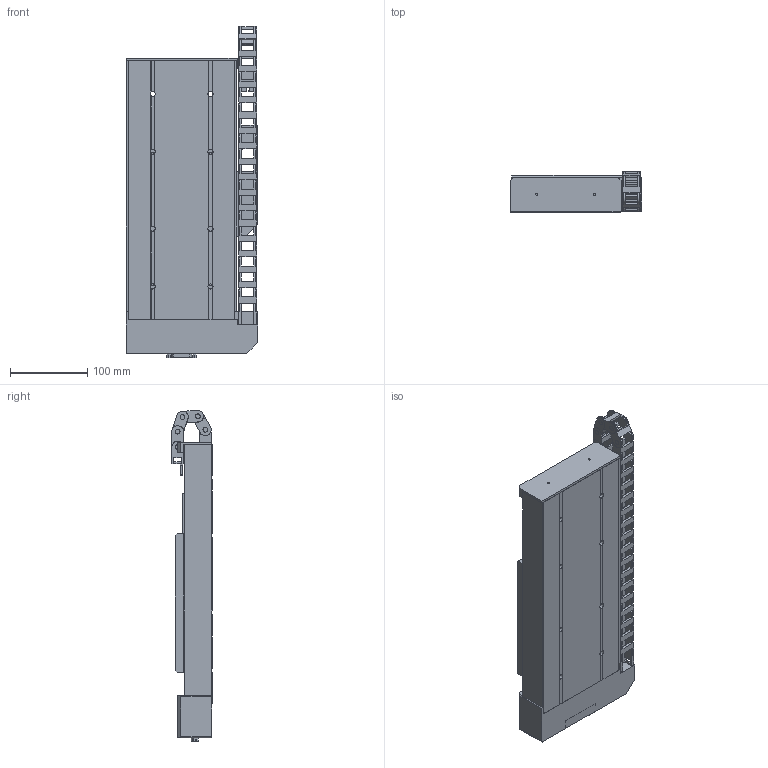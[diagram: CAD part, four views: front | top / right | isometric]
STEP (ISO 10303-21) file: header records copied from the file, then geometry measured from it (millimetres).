
FILE_DESCRIPTION (( 'STEP AP203' ), '1' );
FILE_NAME ('LDQ0075C-AE53T10A.step', '2023-10-06T19:19:49', ( '' ), ( '' ), 'SwSTEP 2.0', 'SolidWorks 2019', '' );
FILE_SCHEMA (( 'CONFIG_CONTROL_DESIGN' ));
Length unit declared in the file: millimetre
Products named in the file (7): LDQ_cable^LDQ_LDQ0075; LDQ_cable_end^LDQ_cable_LDQ_bore; LDQ_carriage^LDQ; LDQ_cable_end^LDQ_cable_LDQ_pin; LDQ0075C-AE53T10A; LDQ_base^LDQ_LDQ0075-T10A; LDQ_cable_link^LDQ_cable_LDQ
Assembly tree (26 placements, depth 3):
  LDQ0075C-AE53T10A
    LDQ_base^LDQ_LDQ0075-T10A
    LDQ_carriage^LDQ
    LDQ_cable^LDQ_LDQ0075
      LDQ_cable_end^LDQ_cable_LDQ_bore
      LDQ_cable_end^LDQ_cable_LDQ_pin
      LDQ_cable_link^LDQ_cable_LDQ  x21
Bounding box: 171 x 52.3 x 429.61 mm (x, y, z)
Volume: 1821829.3 mm3; surface area: 508045.9 mm2
Topology: 81 solids, 81 shells, 2195 faces, 5591 edges, 3692 vertices
Faces by surface type: plane 1325, cylinder 862, cone 8
Entity records: 38094 total; most frequent: CARTESIAN_POINT 6448, DIRECTION 6397, ORIENTED_EDGE 6046, EDGE_CURVE 3023, VECTOR 2187, LINE 2187, AXIS2_PLACEMENT_3D 2105, VERTEX_POINT 2012
